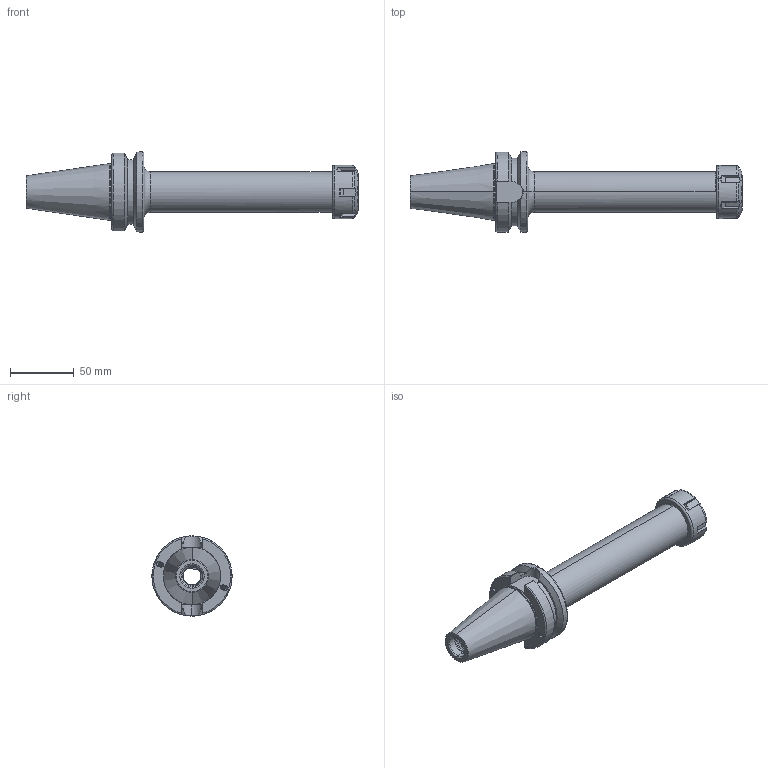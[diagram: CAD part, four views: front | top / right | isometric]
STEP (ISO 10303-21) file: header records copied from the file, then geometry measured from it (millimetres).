
FILE_DESCRIPTION (( 'STEP AP203' ), '1' );
FILE_NAME ('406.02.16.3.STEP', '2016-11-25T11:02:08', ( '' ), ( '' ), 'SwSTEP 2.0', 'SolidWorks 2012', '' );
FILE_SCHEMA (( 'CONFIG_CONTROL_DESIGN' ));
Length unit declared in the file: millimetre
Products named in the file (3): 406.02.16.3; 2-01.100.0250200C7_ER25螺帽(六溝)
Assembly tree (2 placements, depth 2):
  406.02.16.3
    406.02.16.3
    2-01.100.0250200C7_ER25螺帽(六溝)
Bounding box: 260.5 x 63 x 63 mm (x, y, z)
Volume: 226021.7 mm3; surface area: 57413.4 mm2
Topology: 2 solids, 2 shells, 361 faces, 960 edges, 605 vertices
Faces by surface type: cylinder 151, plane 76, torus 56, bspline 54, cone 24
Entity records: 24101 total; most frequent: CARTESIAN_POINT 16059, ORIENTED_EDGE 1920, DIRECTION 1303, EDGE_CURVE 960, VERTEX_POINT 605, AXIS2_PLACEMENT_3D 513, EDGE_LOOP 371, FACE_OUTER_BOUND 361
